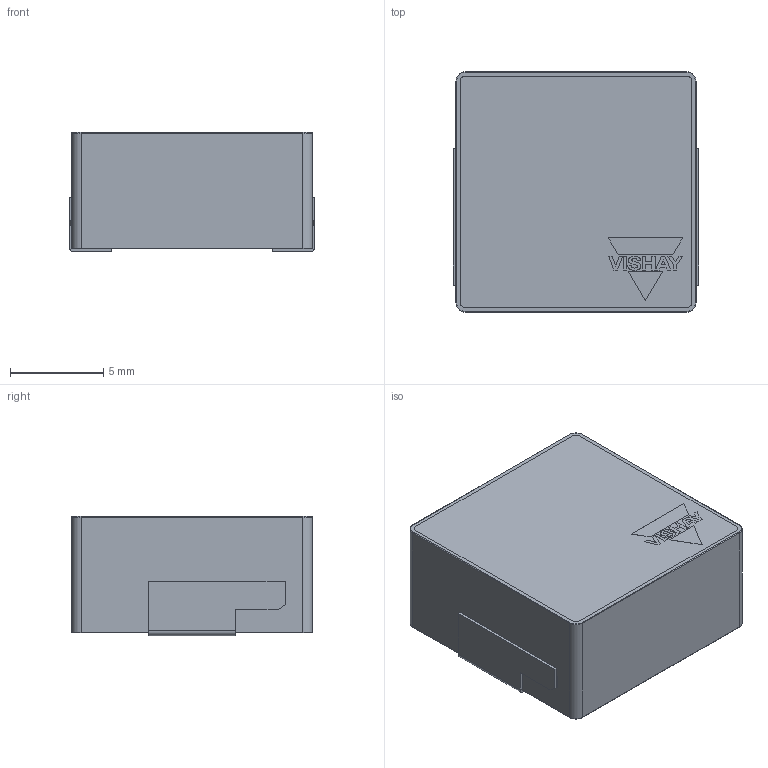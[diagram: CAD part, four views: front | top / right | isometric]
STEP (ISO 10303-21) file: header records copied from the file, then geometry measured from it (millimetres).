
FILE_DESCRIPTION(/* description */ (''),/* implementation_level */ '2;1');
FILE_NAME(/* name */ 'Vishay IHLP5050FDER100M01- 10µH Shielded Molded Inductor 10A 17.2mOhm Max Nonstandard.stp',/* time_stamp */ '2020-05-11T18:33:04-04:00',/* author */ ('Ricardo'),/* organization */ (''),/* preprocessor_version */ 'ST-DEVELOPER v18',/* originating_system */ 'Autodesk Inventor 2020',/* authorisation */ '');
FILE_SCHEMA (('AUTOMOTIVE_DESIGN { 1 0 10303 214 3 1 1 }'));
Length unit declared in the file: millimetre
Products named in the file (5): Vishay IHLP2525CZER3R3M5A - 3.3µH Shielded Molded Inductor 6.8A 2
8.4mOhm Max Nonstandard; body; pins; logo; top
Assembly tree (4 placements, depth 2):
  Vishay IHLP2525CZER3R3M5A - 3.3µH Shielded Molded Inductor 6.8A 2
8.4mOhm Max Nonstandard
    body
    pins
    logo
    top
Bounding box: 13.2 x 12.9 x 6.4 mm (x, y, z)
Volume: 1047.3 mm3; surface area: 1099.4 mm2
Topology: 12 solids, 12 shells, 183 faces, 458 edges, 300 vertices
Faces by surface type: plane 135, cylinder 28, bspline 12, torus 8
Entity records: 5664 total; most frequent: CARTESIAN_POINT 1106, ORIENTED_EDGE 916, DIRECTION 858, EDGE_CURVE 458, LINE 370, VECTOR 370, VERTEX_POINT 300, AXIS2_PLACEMENT_3D 244
